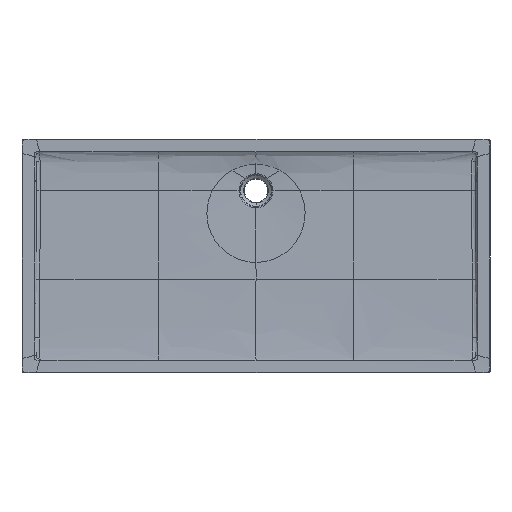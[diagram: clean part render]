
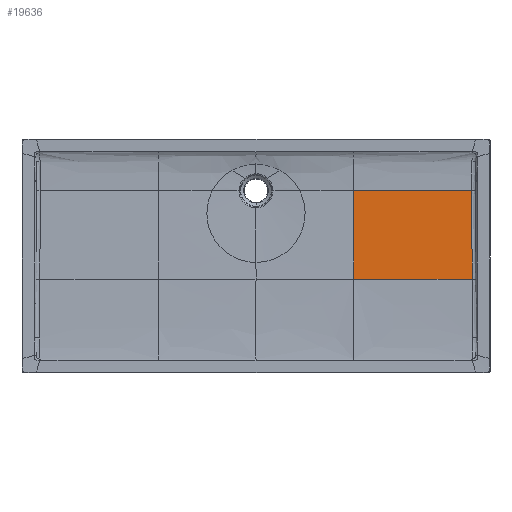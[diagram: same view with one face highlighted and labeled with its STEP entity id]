
A CAD part, top view. The second image highlights one B-rep face of the part: STEP entity #19636.
In plain terms, the highlighted face is a extrusion surface.
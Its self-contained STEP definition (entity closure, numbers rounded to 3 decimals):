
#4801=CARTESIAN_POINT('',(375.,-88.671,
-14.483));
#5507=CARTESIAN_POINT('',(831.435,-88.671,
-12.093));
#5588=CARTESIAN_POINT('',(829.195,250.863,-16.306));
#5611=DIRECTION('',(-1.,0.,-0.005));
#5612=VECTOR('',#5611,456.441);
#5613=CARTESIAN_POINT('',(831.435,-88.671,
-12.093));
#5614=LINE('',#5613,#5612);
#5615=CARTESIAN_POINT('',(375.,-88.671,
-14.483));
#5616=CARTESIAN_POINT('',(375.,-60.121,
-14.967));
#5617=CARTESIAN_POINT('',(375.,-2.509,
-15.884));
#5618=CARTESIAN_POINT('',(375.,83.405,-17.079));
#5619=CARTESIAN_POINT('',(375.,167.887,-18.079));
#5620=CARTESIAN_POINT('',(375.,223.27,-18.531));
#5621=CARTESIAN_POINT('',(375.,250.863,-18.684));
#5623=DIRECTION('',(1.,0.,0.005));
#5624=VECTOR('',#5623,454.201);
#5625=CARTESIAN_POINT('',(375.,250.863,-18.684));
#5626=LINE('',#5625,#5624);
#5627=CARTESIAN_POINT('',(829.195,250.863,-16.306));
#5628=CARTESIAN_POINT('',(829.222,243.789,-16.267));
#5629=CARTESIAN_POINT('',(829.277,229.64,-16.178));
#5630=CARTESIAN_POINT('',(829.398,201.344,-15.966));
#5631=CARTESIAN_POINT('',(829.566,165.974,-15.641));
#5632=CARTESIAN_POINT('',(829.796,123.531,-15.173));
#5633=CARTESIAN_POINT('',(830.165,66.942,-14.468));
#5634=CARTESIAN_POINT('',(830.697,-3.793,
-13.478));
#5635=CARTESIAN_POINT('',(831.171,-60.379,
-12.574));
#5636=CARTESIAN_POINT('',(831.435,-88.671,
-12.093));
#6051=CARTESIAN_POINT('',(375.,250.863,-18.684));
#7690=VERTEX_POINT('',#5507);
#7694=VERTEX_POINT('',#4801);
#7705=VERTEX_POINT('',#6051);
#7726=VERTEX_POINT('',#5588);
#19618=CARTESIAN_POINT('',(365.849,-92.066,
-14.473));
#19619=CARTESIAN_POINT('',(365.849,-90.935,
-14.492));
#19620=CARTESIAN_POINT('',(365.854,-32.719,
-15.482));
#19621=CARTESIAN_POINT('',(365.863,84.279,
-17.226));
#19622=CARTESIAN_POINT('',(365.869,196.82,
-18.438));
#19623=CARTESIAN_POINT('',(365.871,253.126,
-18.744));
#19624=CARTESIAN_POINT('',(365.871,254.257,
-18.75));
#19626=DIRECTION('',(1.,0.,0.005));
#19627=VECTOR('',#19626,1.);
#19628=SURFACE_OF_LINEAR_EXTRUSION('',#19625,#19627);
#19629=ORIENTED_EDGE('',*,*,#17111,.T.);
#19631=ORIENTED_EDGE('',*,*,#19630,.T.);
#19632=ORIENTED_EDGE('',*,*,#19608,.T.);
#19633=ORIENTED_EDGE('',*,*,#19352,.T.);
#19634=EDGE_LOOP('',(#19629,#19631,#19632,#19633));
#19635=FACE_OUTER_BOUND('',#19634,.F.);
#19636=ADVANCED_FACE('',(#19635),#19628,.F.);
#5622=B_SPLINE_CURVE_WITH_KNOTS('',3,(#5615,#5616,#5617,#5618,#5619,#5620,
#5621),.UNSPECIFIED.,.F.,.F.,(4,1,1,1,4),(0.,0.25,
0.5,0.75,1.),.UNSPECIFIED.);
#5637=B_SPLINE_CURVE_WITH_KNOTS('',3,(#5627,#5628,#5629,#5630,#5631,#5632,#5633,
#5634,#5635,#5636),.UNSPECIFIED.,.F.,.F.,(4,1,1,1,1,1,1,4),(0.,
0.063,0.125,0.25,0.375,0.5,
0.75,1.),.UNSPECIFIED.);
#17111=EDGE_CURVE('',#7690,#7694,#5614,.T.);
#19352=EDGE_CURVE('',#7726,#7690,#5637,.T.);
#19608=EDGE_CURVE('',#7705,#7726,#5626,.T.);
#19625=B_SPLINE_CURVE_WITH_KNOTS('',3,(#19618,#19619,#19620,#19621,#19622,
#19623,#19624),.UNSPECIFIED.,.F.,.F.,(4,1,1,1,4),(0.,0.01,
0.5,0.99,1.),.UNSPECIFIED.);
#19630=EDGE_CURVE('',#7694,#7705,#5622,.T.);
